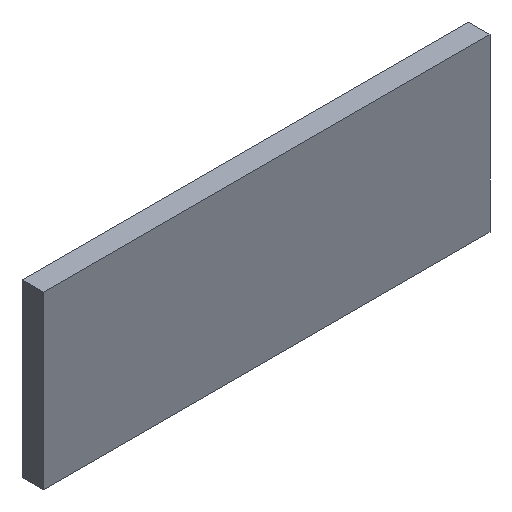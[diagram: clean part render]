
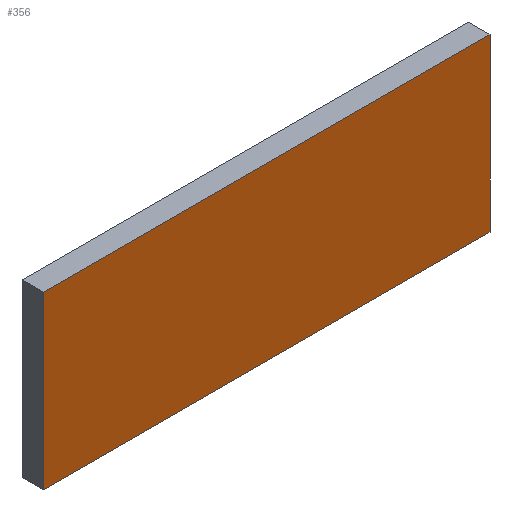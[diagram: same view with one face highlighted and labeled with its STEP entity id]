
A CAD part, isometric view. The second image highlights one B-rep face of the part: STEP entity #356.
In plain terms, the highlighted planar face has unit normal (0, -1, 0).
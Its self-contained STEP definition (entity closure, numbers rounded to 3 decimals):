
#40=DIRECTION('',(0.,0.,1.));
#41=VECTOR('',#40,11.5);
#42=CARTESIAN_POINT('',(-13.292,0.,-4.874));
#43=LINE('',#42,#41);
#48=DIRECTION('',(1.,0.,0.));
#49=VECTOR('',#48,30.);
#50=CARTESIAN_POINT('',(-13.292,0.,6.626));
#51=LINE('',#50,#49);
#55=DIRECTION('',(0.,0.,-1.));
#56=VECTOR('',#55,11.5);
#57=CARTESIAN_POINT('',(16.708,0.,6.626));
#58=LINE('',#57,#56);
#62=DIRECTION('',(-1.,0.,0.));
#63=VECTOR('',#62,30.);
#64=CARTESIAN_POINT('',(16.708,0.,-4.874));
#65=LINE('',#64,#63);
#293=CARTESIAN_POINT('',(-13.292,0.,-4.874));
#294=CARTESIAN_POINT('',(-13.292,0.,6.626));
#295=VERTEX_POINT('',#293);
#296=VERTEX_POINT('',#294);
#297=CARTESIAN_POINT('',(16.708,0.,6.626));
#298=VERTEX_POINT('',#297);
#299=CARTESIAN_POINT('',(16.708,0.,-4.874));
#300=VERTEX_POINT('',#299);
#341=CARTESIAN_POINT('',(0.,0.,0.));
#342=DIRECTION('',(0.,1.,0.));
#343=DIRECTION('',(1.,0.,0.));
#344=AXIS2_PLACEMENT_3D('',#341,#342,#343);
#345=PLANE('',#344);
#347=ORIENTED_EDGE('',*,*,#346,.T.);
#349=ORIENTED_EDGE('',*,*,#348,.T.);
#351=ORIENTED_EDGE('',*,*,#350,.T.);
#353=ORIENTED_EDGE('',*,*,#352,.T.);
#354=EDGE_LOOP('',(#347,#349,#351,#353));
#355=FACE_OUTER_BOUND('',#354,.F.);
#346=EDGE_CURVE('',#295,#296,#43,.T.);
#348=EDGE_CURVE('',#296,#298,#51,.T.);
#350=EDGE_CURVE('',#298,#300,#58,.T.);
#352=EDGE_CURVE('',#300,#295,#65,.T.);
#356=ADVANCED_FACE('',(#355),#345,.F.);
